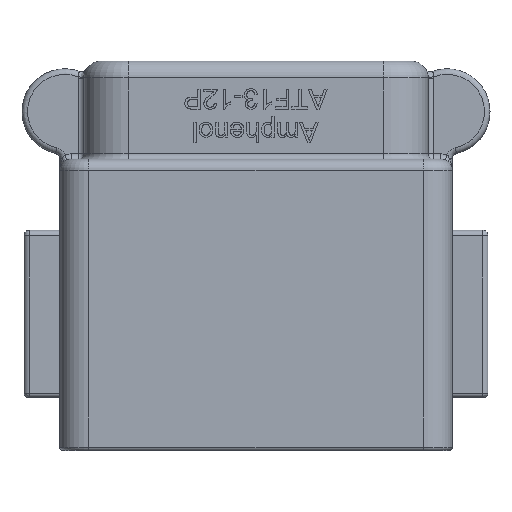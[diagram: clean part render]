
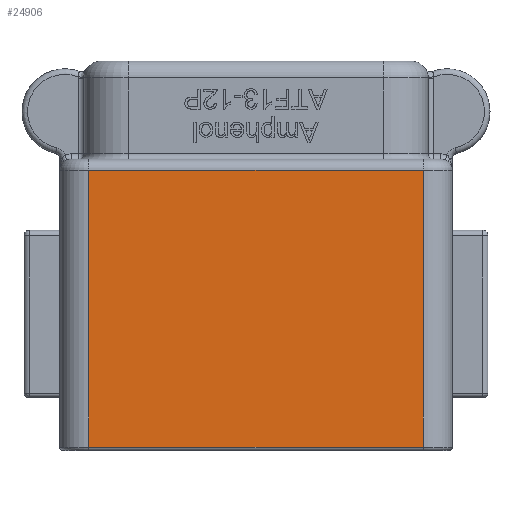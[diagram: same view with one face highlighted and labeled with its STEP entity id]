
A CAD part, top view. The second image highlights one B-rep face of the part: STEP entity #24906.
In plain terms, the highlighted planar face has unit normal (0, 0, 1).
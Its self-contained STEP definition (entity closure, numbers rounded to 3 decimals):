
#7828=DIRECTION('',(1.,0.,0.));
#7829=VECTOR('',#7828,29.95);
#7830=CARTESIAN_POINT('',(-14.975,25.,11.1));
#7831=LINE('',#7830,#7829);
#7832=DIRECTION('',(0.,1.,0.));
#7833=VECTOR('',#7832,24.8);
#7834=CARTESIAN_POINT('',(14.975,0.2,11.1));
#7835=LINE('',#7834,#7833);
#7836=DIRECTION('',(1.,0.,0.));
#7837=VECTOR('',#7836,29.95);
#7838=CARTESIAN_POINT('',(-14.975,0.2,11.1));
#7839=LINE('',#7838,#7837);
#7884=DIRECTION('',(0.,1.,0.));
#7885=VECTOR('',#7884,24.8);
#7886=CARTESIAN_POINT('',(-14.975,0.2,11.1));
#7887=LINE('',#7886,#7885);
#11506=CARTESIAN_POINT('',(-14.975,0.2,11.1));
#11507=CARTESIAN_POINT('',(14.975,0.2,11.1));
#11508=VERTEX_POINT('',#11506);
#11509=VERTEX_POINT('',#11507);
#12046=CARTESIAN_POINT('',(14.975,25.,11.1));
#12048=VERTEX_POINT('',#12046);
#12052=CARTESIAN_POINT('',(-14.975,25.,11.1));
#12053=VERTEX_POINT('',#12052);
#24892=CARTESIAN_POINT('',(-17.125,0.,11.1));
#24893=DIRECTION('',(0.,0.,1.));
#24894=DIRECTION('',(1.,0.,0.));
#24895=AXIS2_PLACEMENT_3D('',#24892,#24893,#24894);
#24896=PLANE('',#24895);
#24898=ORIENTED_EDGE('',*,*,#24897,.T.);
#24900=ORIENTED_EDGE('',*,*,#24899,.F.);
#24901=ORIENTED_EDGE('',*,*,#24882,.F.);
#24903=ORIENTED_EDGE('',*,*,#24902,.T.);
#24904=EDGE_LOOP('',(#24898,#24900,#24901,#24903));
#24905=FACE_OUTER_BOUND('',#24904,.F.);
#24906=ADVANCED_FACE('',(#24905),#24896,.T.);
#24882=EDGE_CURVE('',#11508,#11509,#7839,.T.);
#24897=EDGE_CURVE('',#12053,#12048,#7831,.T.);
#24899=EDGE_CURVE('',#11509,#12048,#7835,.T.);
#24902=EDGE_CURVE('',#11508,#12053,#7887,.T.);
